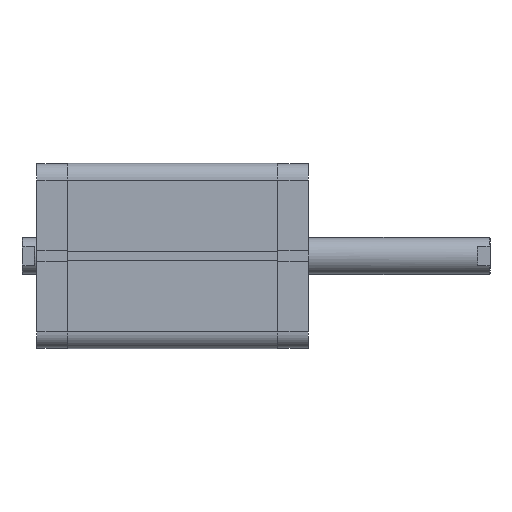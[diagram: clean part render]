
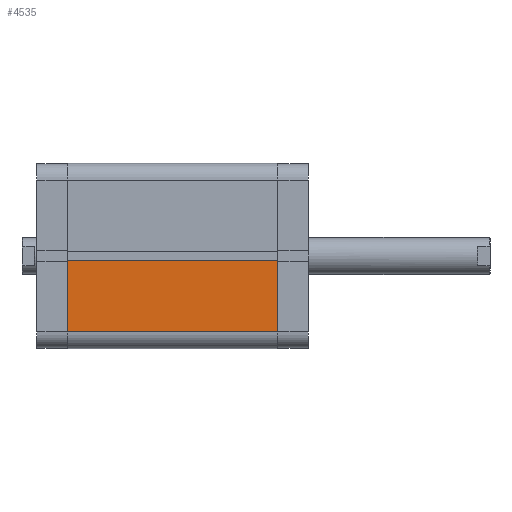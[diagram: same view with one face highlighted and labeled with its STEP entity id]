
A CAD part, front view. The second image highlights one B-rep face of the part: STEP entity #4535.
In plain terms, the highlighted face is planar.
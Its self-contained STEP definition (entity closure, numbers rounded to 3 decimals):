
#1205 = FACE_OUTER_BOUND ( 'NONE', #4119, .T. ) ;
#1845 = EDGE_CURVE ( 'NONE', #2972, #2886, #6805, .T. ) ;
#1846 = EDGE_CURVE ( 'NONE', #2989, #2874, #6807, .T. ) ;
#1876 = EDGE_CURVE ( 'NONE', #2874, #2886, #6842, .T. ) ;
#1918 = EDGE_CURVE ( 'NONE', #2989, #2972, #6938, .T. ) ;
#2592 = AXIS2_PLACEMENT_3D ( 'NONE', #5834, #5837, #5838 ) ;
#2874 = VERTEX_POINT ( 'NONE', #5335 ) ;
#2886 = VERTEX_POINT ( 'NONE', #5347 ) ;
#2972 = VERTEX_POINT ( 'NONE', #5433 ) ;
#2989 = VERTEX_POINT ( 'NONE', #5450 ) ;
#3242 = CARTESIAN_POINT ( 'NONE',  ( 50., -2.6, 113.5 ) ) ;
#3244 = CARTESIAN_POINT ( 'NONE',  ( 50., -41., 113.5 ) ) ;
#3245 = DIRECTION ( 'NONE',  ( 0., 0., -1. ) ) ;
#3247 = DIRECTION ( 'NONE',  ( 0., 0., -1. ) ) ;
#3313 = CARTESIAN_POINT ( 'NONE',  ( 50., -2.6, 0. ) ) ;
#3314 = DIRECTION ( 'NONE',  ( 0., 1., 0. ) ) ;
#3408 = CARTESIAN_POINT ( 'NONE',  ( 50., -2.6, 113.5 ) ) ;
#3409 = DIRECTION ( 'NONE',  ( 0., 1., 0. ) ) ;
#4119 = EDGE_LOOP ( 'NONE', ( #4429, #4430, #4427, #4426 ) ) ;
#4426 = ORIENTED_EDGE ( 'NONE', *, *, #1846, .T. ) ;
#4427 = ORIENTED_EDGE ( 'NONE', *, *, #1918, .F. ) ;
#4429 = ORIENTED_EDGE ( 'NONE', *, *, #1876, .T. ) ;
#4430 = ORIENTED_EDGE ( 'NONE', *, *, #1845, .F. ) ;
#4535 = ADVANCED_FACE ( 'NONE', ( #1205 ), #5835, .F. ) ;
#5335 = CARTESIAN_POINT ( 'NONE',  ( 50., -41., 0. ) ) ;
#5347 = CARTESIAN_POINT ( 'NONE',  ( 50., -2.6, 0. ) ) ;
#5433 = CARTESIAN_POINT ( 'NONE',  ( 50., -2.6, 113.5 ) ) ;
#5450 = CARTESIAN_POINT ( 'NONE',  ( 50., -41., 113.5 ) ) ;
#5834 = CARTESIAN_POINT ( 'NONE',  ( 50., -2.6, 113.5 ) ) ;
#5835 = PLANE ( 'NONE',  #2592 ) ;
#5837 = DIRECTION ( 'NONE',  ( -1., 0., 0. ) ) ;
#5838 = DIRECTION ( 'NONE',  ( 0., -1., 0. ) ) ;
#6805 = LINE ( 'NONE', #3242, #6810 ) ;
#6807 = LINE ( 'NONE', #3244, #6812 ) ;
#6810 = VECTOR ( 'NONE', #3245, 1000. ) ;
#6812 = VECTOR ( 'NONE', #3247, 1000. ) ;
#6842 = LINE ( 'NONE', #3313, #6847 ) ;
#6847 = VECTOR ( 'NONE', #3314, 1000. ) ;
#6938 = LINE ( 'NONE', #3408, #6939 ) ;
#6939 = VECTOR ( 'NONE', #3409, 1000. ) ;
